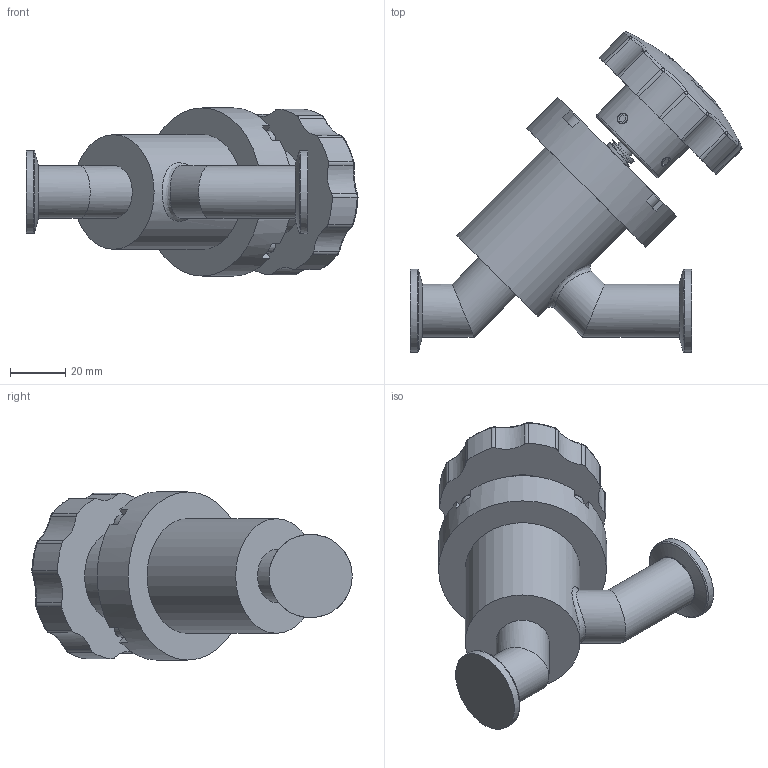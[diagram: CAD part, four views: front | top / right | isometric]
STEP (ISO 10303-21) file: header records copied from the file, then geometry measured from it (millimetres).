
FILE_DESCRIPTION (( 'STEP AP214' ), '1' );
FILE_NAME ('FULLVAC VLPS1KF16.STEP', '2019-06-26T13:29:14', ( '' ), ( '' ), 'SwSTEP 2.0', 'SolidWorks 2017', '' );
FILE_SCHEMA (( 'AUTOMOTIVE_DESIGN' ));
Length unit declared in the file: millimetre
Products named in the file (1): FULLVAC VLPS1KF16
Bounding box: 119.78 x 115.61 x 60.64 mm (x, y, z)
Volume: 188836.8 mm3; surface area: 31622.7 mm2
Topology: 1 solids, 2 shells, 170 faces, 408 edges, 261 vertices
Faces by surface type: cylinder 61, plane 52, bspline 51, cone 6
Full cylindrical faces by diameter (mm): 2 x1, 6.3 x1, 7 x4, 19.1 x4, 30 x2, 32 x1, 41.4 x1, 60.64 x1
Entity records: 9797 total; most frequent: CARTESIAN_POINT 4536, ORIENTED_EDGE 730, DIRECTION 624, EDGE_CURVE 365, AXIS2_PLACEMENT_3D 260, VERTEX_POINT 244, EDGE_LOOP 215, FACE_OUTER_BOUND 193
